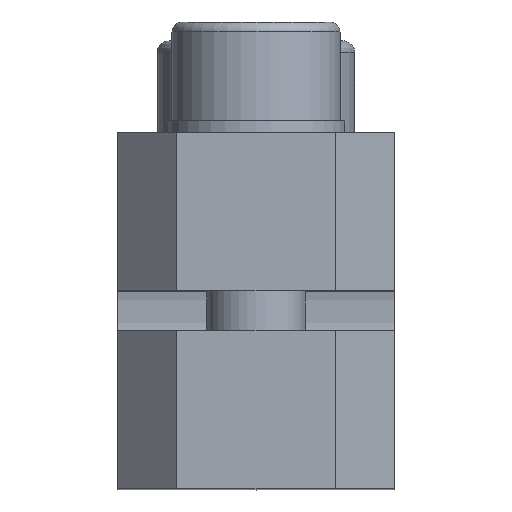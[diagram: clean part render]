
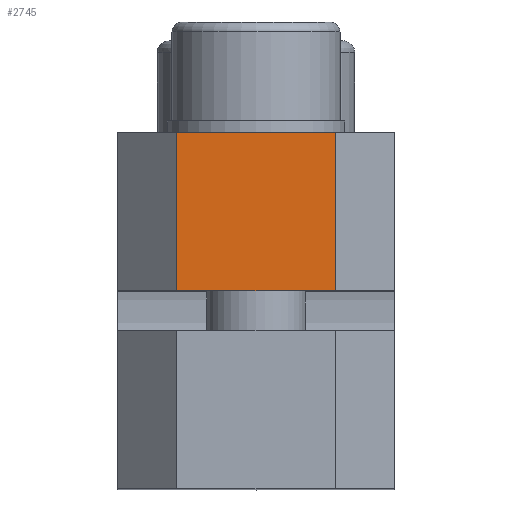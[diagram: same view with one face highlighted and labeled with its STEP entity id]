
A CAD part, top view. The second image highlights one B-rep face of the part: STEP entity #2745.
In plain terms, the highlighted face is planar.
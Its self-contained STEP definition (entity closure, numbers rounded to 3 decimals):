
#2216=CARTESIAN_POINT('',(-16.,9.,-4.0));
#2217=VERTEX_POINT('',#2216);
#2234=CARTESIAN_POINT('',(-16.0,1.,-4.));
#2235=VERTEX_POINT('',#2234);
#2242=CARTESIAN_POINT('',(-16.0,1.,-4.));
#2243=DIRECTION('',(0.0,1.0,0.0));
#2244=VECTOR('',#2243,8.);
#2245=LINE('',#2242,#2244);
#2246=EDGE_CURVE('',#2235,#2217,#2245,.T.);
#2346=CARTESIAN_POINT('',(-16.,9.,4.0));
#2347=VERTEX_POINT('',#2346);
#2348=CARTESIAN_POINT('',(-16.,9.,-4.0));
#2349=DIRECTION('',(0.0,0.0,1.0));
#2350=VECTOR('',#2349,8.0);
#2351=LINE('',#2348,#2350);
#2352=EDGE_CURVE('',#2217,#2347,#2351,.T.);
#2389=CARTESIAN_POINT('',(-16.0,1.,4.0));
#2390=VERTEX_POINT('',#2389);
#2391=CARTESIAN_POINT('',(-16.,9.,4.0));
#2392=DIRECTION('',(0.0,-1.0,0.0));
#2393=VECTOR('',#2392,8.);
#2394=LINE('',#2391,#2393);
#2395=EDGE_CURVE('',#2347,#2390,#2394,.T.);
#2685=CARTESIAN_POINT('',(-16.0,1.,-4.));
#2686=DIRECTION('',(0.0,0.0,1.0));
#2687=VECTOR('',#2686,8.0);
#2688=LINE('',#2685,#2687);
#2689=EDGE_CURVE('',#2235,#2390,#2688,.T.);
#2734=CARTESIAN_POINT('',(-16.0,0.0,0.0));
#2735=DIRECTION('',(-1.0,0.0,0.0));
#2736=DIRECTION('',(0.0,0.0,1.0));
#2737=AXIS2_PLACEMENT_3D('',#2734,#2735,#2736);
#2738=PLANE('',#2737);
#2739=ORIENTED_EDGE('',*,*,#2246,.F.);
#2740=ORIENTED_EDGE('',*,*,#2689,.T.);
#2741=ORIENTED_EDGE('',*,*,#2395,.F.);
#2742=ORIENTED_EDGE('',*,*,#2352,.F.);
#2743=EDGE_LOOP('',(#2739,#2740,#2741,#2742));
#2744=FACE_OUTER_BOUND('',#2743,.T.);
#2745=ADVANCED_FACE('',(#2744),#2738,.T.);
